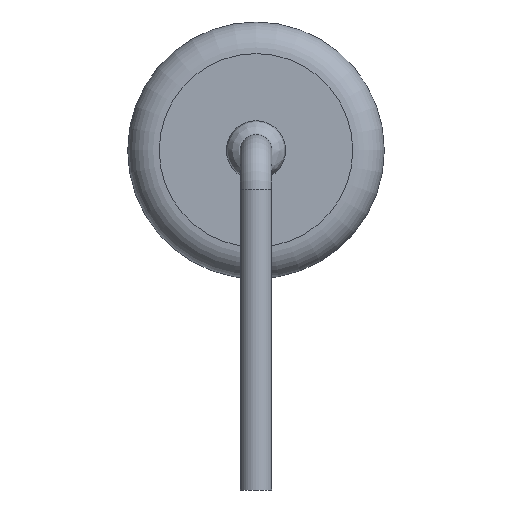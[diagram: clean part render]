
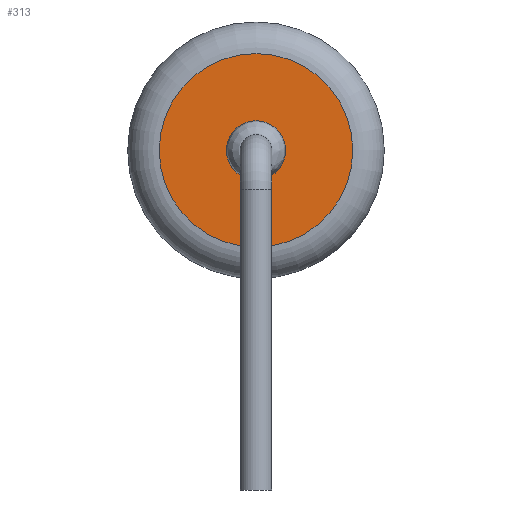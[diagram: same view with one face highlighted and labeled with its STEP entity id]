
A CAD part, left-side view. The second image highlights one B-rep face of the part: STEP entity #313.
In plain terms, the highlighted planar face has unit normal (-1, 0, 0).
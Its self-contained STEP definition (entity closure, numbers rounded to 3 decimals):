
#35=PLANE($,#370);
#77=FACE_OUTER_BOUND($,#114,.T.);
#114=EDGE_LOOP($,(#269));
#147=CIRCLE($,#369,2.45);
#177=VERTEX_POINT($,#642);
#210=EDGE_CURVE($,#177,#177,#147,.T.);
#269=ORIENTED_EDGE($,*,*,#210,.F.);
#313=ADVANCED_FACE($,(#77),#35,.F.);
#369=AXIS2_PLACEMENT_3D($,#643,#460,#461);
#370=AXIS2_PLACEMENT_3D($,#644,#462,#463);
#460=DIRECTION('center_axis',(1.,0.,0.));
#461=DIRECTION('ref_axis',(0.,1.,0.));
#462=DIRECTION('center_axis',(1.,0.,0.));
#463=DIRECTION('ref_axis',(0.,0.,-1.));
#642=CARTESIAN_POINT('',(-8.,-2.45,3.25));
#643=CARTESIAN_POINT('Origin',(-8.,0.,3.25));
#644=CARTESIAN_POINT('Origin',(-8.,0.,3.25));
